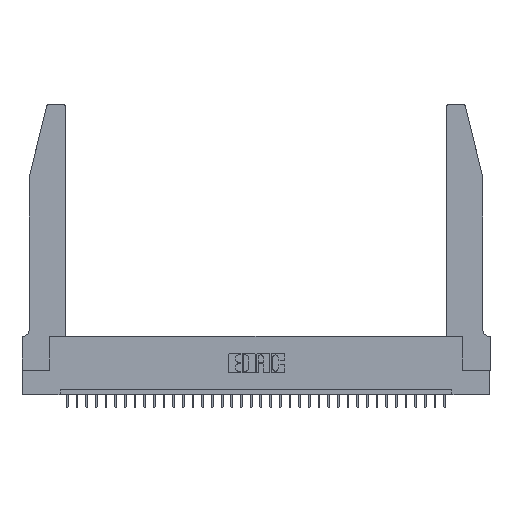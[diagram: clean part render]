
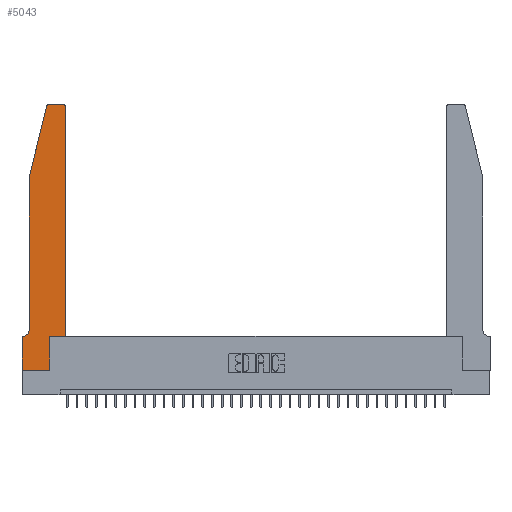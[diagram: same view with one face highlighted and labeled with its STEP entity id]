
A CAD part, top view. The second image highlights one B-rep face of the part: STEP entity #5043.
In plain terms, the highlighted planar face has unit normal (0, 0, 1).
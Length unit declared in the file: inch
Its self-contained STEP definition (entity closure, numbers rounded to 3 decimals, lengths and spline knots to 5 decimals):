
#96 = CARTESIAN_POINT ( 'NONE',  ( 0., 0., 0.37 ) ) ;
#228 = VERTEX_POINT ( 'NONE', #24529 ) ;
#517 = ORIENTED_EDGE ( 'NONE', *, *, #26403, .T. ) ;
#743 = AXIS2_PLACEMENT_3D ( 'NONE', #26136, #15762, #18639 ) ;
#809 = EDGE_CURVE ( 'NONE', #15396, #3315, #10301, .T. ) ;
#928 = ORIENTED_EDGE ( 'NONE', *, *, #14937, .T. ) ;
#1237 = CARTESIAN_POINT ( 'NONE',  ( 0.0755, 2., 0.37 ) ) ;
#1523 = LINE ( 'NONE', #20451, #15977 ) ;
#2007 = EDGE_LOOP ( 'NONE', ( #32911, #3837, #14727, #517, #928, #35099, #9913, #14297, #12115, #6035, #16559, #33410 ) ) ;
#2078 = CARTESIAN_POINT ( 'NONE',  ( 0.284, 2.75, 0.37 ) ) ;
#2196 = VERTEX_POINT ( 'NONE', #33211 ) ;
#3039 = VECTOR ( 'NONE', #33253, 39.37008 ) ;
#3085 = CIRCLE ( 'NONE', #34969, 0.03 ) ;
#3089 = CARTESIAN_POINT ( 'NONE',  ( 0.0755, 0.35, 0.37 ) ) ;
#3315 = VERTEX_POINT ( 'NONE', #2078 ) ;
#3638 = DIRECTION ( 'NONE',  ( 0., 1., 0. ) ) ;
#3837 = ORIENTED_EDGE ( 'NONE', *, *, #31215, .T. ) ;
#4164 = DIRECTION ( 'NONE',  ( 0., 0., -1. ) ) ;
#5043 = ADVANCED_FACE ( 'NONE', ( #29341 ), #7384, .T. ) ;
#5144 = CARTESIAN_POINT ( 'NONE',  ( 0.4205, 2.72, 0.37 ) ) ;
#6035 = ORIENTED_EDGE ( 'NONE', *, *, #26317, .T. ) ;
#6447 = CARTESIAN_POINT ( 'NONE',  ( 0.2605, 2.75, 0.37 ) ) ;
#6492 = VECTOR ( 'NONE', #28229, 39.37008 ) ;
#6539 = VECTOR ( 'NONE', #27197, 39.37008 ) ;
#7384 = PLANE ( 'NONE',  #743 ) ;
#9857 = EDGE_CURVE ( 'NONE', #20113, #19537, #1523, .T. ) ;
#9913 = ORIENTED_EDGE ( 'NONE', *, *, #32216, .T. ) ;
#10301 = LINE ( 'NONE', #6447, #6492 ) ;
#11213 = VECTOR ( 'NONE', #14436, 39.37008 ) ;
#12115 = ORIENTED_EDGE ( 'NONE', *, *, #9857, .T. ) ;
#12745 = VECTOR ( 'NONE', #29114, 39.37008 ) ;
#12963 = EDGE_CURVE ( 'NONE', #14031, #21119, #33205, .T. ) ;
#13511 = CARTESIAN_POINT ( 'NONE',  ( 0.4205, 2.75, 0.37 ) ) ;
#14031 = VERTEX_POINT ( 'NONE', #18162 ) ;
#14297 = ORIENTED_EDGE ( 'NONE', *, *, #31944, .T. ) ;
#14436 = DIRECTION ( 'NONE',  ( 1., 0., 0. ) ) ;
#14633 = VERTEX_POINT ( 'NONE', #96 ) ;
#14634 = VECTOR ( 'NONE', #22093, 39.37008 ) ;
#14727 = ORIENTED_EDGE ( 'NONE', *, *, #12963, .T. ) ;
#14937 = EDGE_CURVE ( 'NONE', #32145, #2196, #30976, .T. ) ;
#15216 = DIRECTION ( 'NONE',  ( -1., 0., 0. ) ) ;
#15396 = VERTEX_POINT ( 'NONE', #13511 ) ;
#15762 = DIRECTION ( 'NONE',  ( 0., 0., 1. ) ) ;
#15977 = VECTOR ( 'NONE', #25609, 39.37008 ) ;
#16039 = EDGE_CURVE ( 'NONE', #22600, #34530, #16664, .T. ) ;
#16104 = CARTESIAN_POINT ( 'NONE',  ( 0., 0., 0.37 ) ) ;
#16201 = DIRECTION ( 'NONE',  ( 1., 0., 0. ) ) ;
#16559 = ORIENTED_EDGE ( 'NONE', *, *, #16039, .T. ) ;
#16664 = LINE ( 'NONE', #22560, #23633 ) ;
#17308 = AXIS2_PLACEMENT_3D ( 'NONE', #17908, #4164, #15216 ) ;
#17597 = CARTESIAN_POINT ( 'NONE',  ( 0.284, 2.72, 0.37 ) ) ;
#17908 = CARTESIAN_POINT ( 'NONE',  ( 0.0055, 0.42, 0.37 ) ) ;
#18162 = CARTESIAN_POINT ( 'NONE',  ( 0.25487, 2.72718, 0.37 ) ) ;
#18639 = DIRECTION ( 'NONE',  ( 1., 0., 0. ) ) ;
#19070 = CARTESIAN_POINT ( 'NONE',  ( 0.0755, 0.42, 0.37 ) ) ;
#19232 = CARTESIAN_POINT ( 'NONE',  ( 0.4505, 2.72, 0.37 ) ) ;
#19337 = CARTESIAN_POINT ( 'NONE',  ( 0.4505, 0.35, 0.37 ) ) ;
#19537 = VERTEX_POINT ( 'NONE', #26667 ) ;
#19949 = LINE ( 'NONE', #21914, #14634 ) ;
#20113 = VERTEX_POINT ( 'NONE', #27285 ) ;
#20451 = CARTESIAN_POINT ( 'NONE',  ( 0.2865, 0.35, 0.37 ) ) ;
#21119 = VERTEX_POINT ( 'NONE', #1237 ) ;
#21692 = CARTESIAN_POINT ( 'NONE',  ( 0.0755, 2., 0.37 ) ) ;
#21702 = LINE ( 'NONE', #27576, #3039 ) ;
#21914 = CARTESIAN_POINT ( 'NONE',  ( 0., 0., 0.37 ) ) ;
#22093 = DIRECTION ( 'NONE',  ( 0., -1., 0. ) ) ;
#22560 = CARTESIAN_POINT ( 'NONE',  ( 0.4505, 0.35, 0.37 ) ) ;
#22600 = VERTEX_POINT ( 'NONE', #19337 ) ;
#23049 = LINE ( 'NONE', #25727, #12745 ) ;
#23633 = VECTOR ( 'NONE', #3638, 39.37008 ) ;
#24529 = CARTESIAN_POINT ( 'NONE',  ( 0., 0.35, 0.37 ) ) ;
#25609 = DIRECTION ( 'NONE',  ( 0., 1., 0. ) ) ;
#25727 = CARTESIAN_POINT ( 'NONE',  ( 0.0755, 2., 0.37 ) ) ;
#26136 = CARTESIAN_POINT ( 'NONE',  ( 0., 0.35, 0.37 ) ) ;
#26317 = EDGE_CURVE ( 'NONE', #19537, #22600, #21702, .T. ) ;
#26403 = EDGE_CURVE ( 'NONE', #21119, #32145, #23049, .T. ) ;
#26601 = AXIS2_PLACEMENT_3D ( 'NONE', #17597, #33466, #28497 ) ;
#26667 = CARTESIAN_POINT ( 'NONE',  ( 0.2865, 0.35, 0.37 ) ) ;
#26936 = EDGE_CURVE ( 'NONE', #34530, #15396, #3085, .T. ) ;
#27197 = DIRECTION ( 'NONE',  ( -1., 0., 0. ) ) ;
#27285 = CARTESIAN_POINT ( 'NONE',  ( 0.2865, 0., 0.37 ) ) ;
#27542 = LINE ( 'NONE', #3089, #6539 ) ;
#27576 = CARTESIAN_POINT ( 'NONE',  ( 0.4505, 0.35, 0.37 ) ) ;
#27830 = LINE ( 'NONE', #16104, #11213 ) ;
#27916 = EDGE_CURVE ( 'NONE', #2196, #228, #27542, .T. ) ;
#28229 = DIRECTION ( 'NONE',  ( -1., 0., 0. ) ) ;
#28497 = DIRECTION ( 'NONE',  ( 1., 0., 0. ) ) ;
#29114 = DIRECTION ( 'NONE',  ( 0., -1., 0. ) ) ;
#29341 = FACE_OUTER_BOUND ( 'NONE', #2007, .T. ) ;
#29721 = DIRECTION ( 'NONE',  ( -0.239, -0.971, 0. ) ) ;
#30842 = VECTOR ( 'NONE', #29721, 39.37008 ) ;
#30976 = CIRCLE ( 'NONE', #17308, 0.07 ) ;
#31215 = EDGE_CURVE ( 'NONE', #3315, #14031, #33954, .T. ) ;
#31944 = EDGE_CURVE ( 'NONE', #14633, #20113, #27830, .T. ) ;
#32145 = VERTEX_POINT ( 'NONE', #19070 ) ;
#32216 = EDGE_CURVE ( 'NONE', #228, #14633, #19949, .T. ) ;
#32911 = ORIENTED_EDGE ( 'NONE', *, *, #809, .T. ) ;
#33205 = LINE ( 'NONE', #21692, #30842 ) ;
#33211 = CARTESIAN_POINT ( 'NONE',  ( 0.0055, 0.35, 0.37 ) ) ;
#33253 = DIRECTION ( 'NONE',  ( 1., 0., 0. ) ) ;
#33410 = ORIENTED_EDGE ( 'NONE', *, *, #26936, .T. ) ;
#33466 = DIRECTION ( 'NONE',  ( 0., 0., 1. ) ) ;
#33954 = CIRCLE ( 'NONE', #26601, 0.03 ) ;
#34530 = VERTEX_POINT ( 'NONE', #19232 ) ;
#34740 = DIRECTION ( 'NONE',  ( 0., 0., 1. ) ) ;
#34969 = AXIS2_PLACEMENT_3D ( 'NONE', #5144, #34740, #16201 ) ;
#35099 = ORIENTED_EDGE ( 'NONE', *, *, #27916, .T. ) ;
